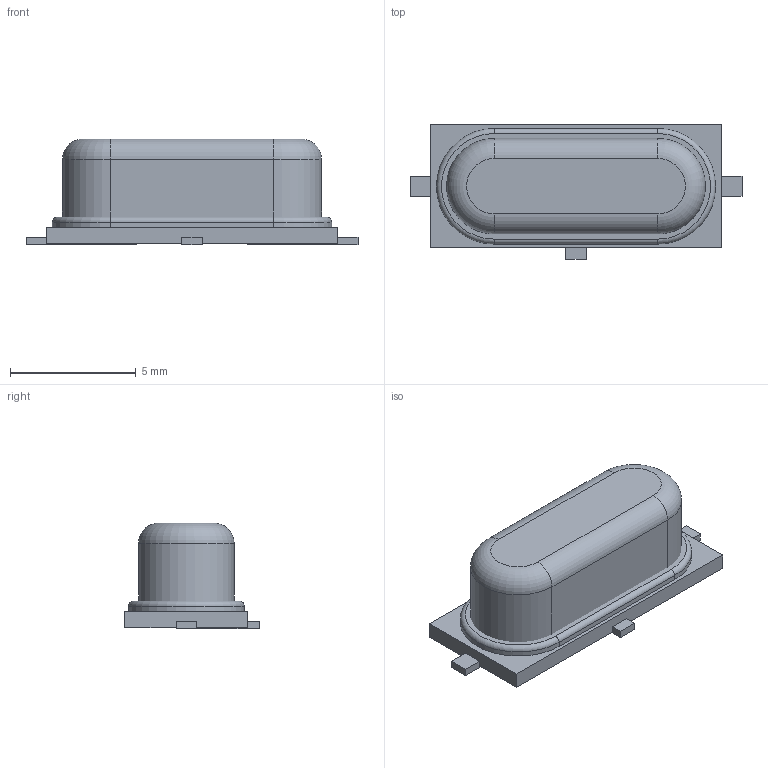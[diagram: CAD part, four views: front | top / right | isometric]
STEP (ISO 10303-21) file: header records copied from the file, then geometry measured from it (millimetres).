
FILE_DESCRIPTION((''),'2;1');
FILE_NAME('OSC_ABRACON_ABLSG.stp','2012-08-30T17:19:46',(''),(''),'Mechanical Desktop 2011','Mechanical Desktop 2011',', , ');
FILE_SCHEMA(('AUTOMOTIVE_DESIGN { 1 2 10303 214 1 1 1 1 }'));
Length unit declared in the file: millimetre
Products named in the file (1): Product
Bounding box: 13.2 x 5.35 x 4.2 mm (x, y, z)
Volume: 179.1 mm3; surface area: 419.3 mm2
Topology: 6 solids, 6 shells, 56 faces, 124 edges, 80 vertices
Faces by surface type: plane 44, cylinder 8, torus 4
Entity records: 1571 total; most frequent: CARTESIAN_POINT 261, DIRECTION 258, ORIENTED_EDGE 248, EDGE_CURVE 124, VECTOR 104, LINE 104, VERTEX_POINT 80, AXIS2_PLACEMENT_3D 77
